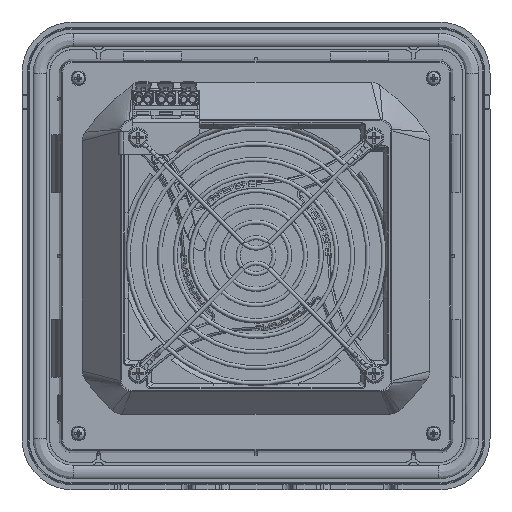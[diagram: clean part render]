
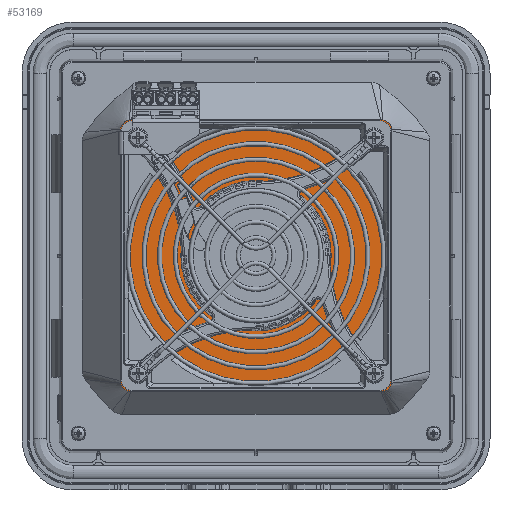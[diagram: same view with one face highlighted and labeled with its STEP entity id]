
A CAD part, top view. The second image highlights one B-rep face of the part: STEP entity #53169.
In plain terms, the highlighted planar face has unit normal (0, 0, 1).
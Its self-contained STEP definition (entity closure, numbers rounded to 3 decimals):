
#1401=B_SPLINE_CURVE_WITH_KNOTS('',3,(#80827,#80828,#80829,#80830,#80831,
#80832,#80833,#80834,#80835,#80836),.UNSPECIFIED.,.F.,.F.,(4,2,2,2,4),(-0.62,
-0.465,-0.31,-0.155,0.),
 .UNSPECIFIED.);
#1402=B_SPLINE_CURVE_WITH_KNOTS('',3,(#80981,#80982,#80983,#80984,#80985,
#80986,#80987,#80988,#80989,#80990),.UNSPECIFIED.,.F.,.F.,(4,2,2,2,4),(-0.531,
-0.398,-0.265,-0.133,0.),
 .UNSPECIFIED.);
#1403=B_SPLINE_CURVE_WITH_KNOTS('',3,(#81143,#81144,#81145,#81146,#81147,
#81148,#81149,#81150,#81151,#81152),.UNSPECIFIED.,.F.,.F.,(4,2,2,2,4),(-0.531,
-0.398,-0.265,-0.133,0.),
 .UNSPECIFIED.);
#1404=B_SPLINE_CURVE_WITH_KNOTS('',3,(#81300,#81301,#81302,#81303,#81304,
#81305,#81306,#81307,#81308,#81309),.UNSPECIFIED.,.F.,.F.,(4,2,2,2,4),(-0.62,
-0.465,-0.31,-0.155,0.),
 .UNSPECIFIED.);
#2867=PLANE('',#56487);
#4509=LINE('',#80725,#9379);
#4514=LINE('',#80883,#9384);
#4519=LINE('',#81041,#9389);
#4524=LINE('',#81199,#9394);
#9379=VECTOR('',#61837,1.);
#9384=VECTOR('',#61848,1.);
#9389=VECTOR('',#61859,1.);
#9394=VECTOR('',#61870,1.);
#14836=FACE_OUTER_BOUND('',#17834,.T.);
#17834=EDGE_LOOP('',(#37186,#37187,#37188,#37189,#37190,#37191,#37192,#37193,
#37194,#37195,#37196,#37197,#37198,#37199,#37200,#37201));
#21065=CIRCLE('',#56474,5.);
#21066=CIRCLE('',#56476,5.);
#21067=CIRCLE('',#56477,5.);
#21068=CIRCLE('',#56479,5.);
#21069=CIRCLE('',#56480,5.);
#21070=CIRCLE('',#56482,5.);
#21071=CIRCLE('',#56483,5.);
#21072=CIRCLE('',#56485,5.);
#22934=VERTEX_POINT('',#80718);
#22935=VERTEX_POINT('',#80720);
#22936=VERTEX_POINT('',#80724);
#22937=VERTEX_POINT('',#80767);
#22938=VERTEX_POINT('',#80826);
#22939=VERTEX_POINT('',#80878);
#22940=VERTEX_POINT('',#80882);
#22941=VERTEX_POINT('',#80925);
#22942=VERTEX_POINT('',#80980);
#22943=VERTEX_POINT('',#81036);
#22944=VERTEX_POINT('',#81040);
#22945=VERTEX_POINT('',#81087);
#22946=VERTEX_POINT('',#81142);
#22947=VERTEX_POINT('',#81194);
#22948=VERTEX_POINT('',#81198);
#22949=VERTEX_POINT('',#81241);
#28462=EDGE_CURVE('',#22934,#22935,#21065,.T.);
#28464=EDGE_CURVE('',#22935,#22936,#4509,.T.);
#28466=EDGE_CURVE('',#22936,#22937,#21066,.T.);
#28468=EDGE_CURVE('',#22937,#22938,#1401,.T.);
#28470=EDGE_CURVE('',#22938,#22939,#21067,.T.);
#28472=EDGE_CURVE('',#22939,#22940,#4514,.T.);
#28474=EDGE_CURVE('',#22940,#22941,#21068,.T.);
#28476=EDGE_CURVE('',#22941,#22942,#1402,.T.);
#28478=EDGE_CURVE('',#22942,#22943,#21069,.T.);
#28480=EDGE_CURVE('',#22943,#22944,#4519,.T.);
#28482=EDGE_CURVE('',#22944,#22945,#21070,.T.);
#28484=EDGE_CURVE('',#22945,#22946,#1403,.T.);
#28486=EDGE_CURVE('',#22946,#22947,#21071,.T.);
#28488=EDGE_CURVE('',#22947,#22948,#4524,.T.);
#28490=EDGE_CURVE('',#22948,#22949,#21072,.T.);
#28492=EDGE_CURVE('',#22949,#22934,#1404,.T.);
#37186=ORIENTED_EDGE('',*,*,#28482,.F.);
#37187=ORIENTED_EDGE('',*,*,#28480,.F.);
#37188=ORIENTED_EDGE('',*,*,#28478,.F.);
#37189=ORIENTED_EDGE('',*,*,#28476,.F.);
#37190=ORIENTED_EDGE('',*,*,#28474,.F.);
#37191=ORIENTED_EDGE('',*,*,#28472,.F.);
#37192=ORIENTED_EDGE('',*,*,#28470,.F.);
#37193=ORIENTED_EDGE('',*,*,#28468,.F.);
#37194=ORIENTED_EDGE('',*,*,#28466,.F.);
#37195=ORIENTED_EDGE('',*,*,#28464,.F.);
#37196=ORIENTED_EDGE('',*,*,#28462,.F.);
#37197=ORIENTED_EDGE('',*,*,#28492,.F.);
#37198=ORIENTED_EDGE('',*,*,#28490,.F.);
#37199=ORIENTED_EDGE('',*,*,#28488,.F.);
#37200=ORIENTED_EDGE('',*,*,#28486,.F.);
#37201=ORIENTED_EDGE('',*,*,#28484,.F.);
#53169=ADVANCED_FACE('',(#14836),#2867,.T.);
#56474=AXIS2_PLACEMENT_3D('',#80721,#61832,#61833);
#56476=AXIS2_PLACEMENT_3D('',#80768,#61839,#61840);
#56477=AXIS2_PLACEMENT_3D('',#80879,#61843,#61844);
#56479=AXIS2_PLACEMENT_3D('',#80926,#61850,#61851);
#56480=AXIS2_PLACEMENT_3D('',#81037,#61854,#61855);
#56482=AXIS2_PLACEMENT_3D('',#81088,#61861,#61862);
#56483=AXIS2_PLACEMENT_3D('',#81195,#61865,#61866);
#56485=AXIS2_PLACEMENT_3D('',#81242,#61872,#61873);
#56487=AXIS2_PLACEMENT_3D('',#81311,#61877,#61878);
#61832=DIRECTION('center_axis',(0.,0.,-1.));
#61833=DIRECTION('ref_axis',(0.165,-0.986,0.));
#61837=DIRECTION('',(-1.,0.,0.));
#61839=DIRECTION('center_axis',(0.,0.,-1.));
#61840=DIRECTION('ref_axis',(0.,-1.,0.));
#61843=DIRECTION('center_axis',(0.,0.,-1.));
#61844=DIRECTION('ref_axis',(-0.986,-0.165,0.));
#61848=DIRECTION('',(0.,1.,0.));
#61850=DIRECTION('center_axis',(0.,0.,-1.));
#61851=DIRECTION('ref_axis',(-1.,0.,0.));
#61854=DIRECTION('center_axis',(0.,0.,-1.));
#61855=DIRECTION('ref_axis',(-0.274,0.962,0.));
#61859=DIRECTION('',(1.,0.,0.));
#61861=DIRECTION('center_axis',(0.,0.,-1.));
#61862=DIRECTION('ref_axis',(0.,1.,0.));
#61865=DIRECTION('center_axis',(0.,0.,-1.));
#61866=DIRECTION('ref_axis',(0.973,0.23,0.));
#61870=DIRECTION('',(0.,-1.,0.));
#61872=DIRECTION('center_axis',(0.,0.,-1.));
#61873=DIRECTION('ref_axis',(1.,0.,0.));
#61877=DIRECTION('center_axis',(0.,0.,1.));
#61878=DIRECTION('ref_axis',(0.,1.,0.));
#80718=CARTESIAN_POINT('',(56.323,-60.432,20.));
#80720=CARTESIAN_POINT('',(55.5,-60.5,20.));
#80721=CARTESIAN_POINT('Origin',(55.5,-55.5,20.));
#80724=CARTESIAN_POINT('',(-55.5,-60.5,20.));
#80725=CARTESIAN_POINT('',(55.5,-60.5,20.));
#80767=CARTESIAN_POINT('',(-56.323,-60.432,20.));
#80768=CARTESIAN_POINT('Origin',(-55.5,-55.5,20.));
#80826=CARTESIAN_POINT('',(-60.432,-56.323,20.));
#80827=CARTESIAN_POINT('Ctrl Pts',(-56.323,-60.432,
20.));
#80828=CARTESIAN_POINT('Ctrl Pts',(-56.834,-60.347,
20.));
#80829=CARTESIAN_POINT('Ctrl Pts',(-57.328,-60.182,
20.));
#80830=CARTESIAN_POINT('Ctrl Pts',(-58.249,-59.709,20.));
#80831=CARTESIAN_POINT('Ctrl Pts',(-58.669,-59.402,20.));
#80832=CARTESIAN_POINT('Ctrl Pts',(-59.402,-58.669,20.));
#80833=CARTESIAN_POINT('Ctrl Pts',(-59.709,-58.249,
20.));
#80834=CARTESIAN_POINT('Ctrl Pts',(-60.183,-57.328,
20.));
#80835=CARTESIAN_POINT('Ctrl Pts',(-60.347,-56.834,
20.));
#80836=CARTESIAN_POINT('Ctrl Pts',(-60.432,-56.323,
20.));
#80878=CARTESIAN_POINT('',(-60.5,-55.5,20.));
#80879=CARTESIAN_POINT('Origin',(-55.5,-55.5,20.));
#80882=CARTESIAN_POINT('',(-60.5,55.5,20.));
#80883=CARTESIAN_POINT('',(-60.5,-55.5,20.));
#80925=CARTESIAN_POINT('',(-60.366,56.65,20.));
#80926=CARTESIAN_POINT('Origin',(-55.5,55.5,20.));
#80980=CARTESIAN_POINT('',(-56.872,60.308,20.));
#80981=CARTESIAN_POINT('Ctrl Pts',(-60.366,56.65,20.));
#80982=CARTESIAN_POINT('Ctrl Pts',(-60.264,57.08,20.));
#80983=CARTESIAN_POINT('Ctrl Pts',(-60.106,57.496,20.));
#80984=CARTESIAN_POINT('Ctrl Pts',(-59.684,58.274,20.));
#80985=CARTESIAN_POINT('Ctrl Pts',(-59.422,58.633,20.));
#80986=CARTESIAN_POINT('Ctrl Pts',(-58.81,59.273,20.));
#80987=CARTESIAN_POINT('Ctrl Pts',(-58.463,59.551,20.));
#80988=CARTESIAN_POINT('Ctrl Pts',(-57.706,60.009,20.));
#80989=CARTESIAN_POINT('Ctrl Pts',(-57.298,60.187,20.));
#80990=CARTESIAN_POINT('Ctrl Pts',(-56.872,60.308,20.));
#81036=CARTESIAN_POINT('',(-55.5,60.5,20.));
#81037=CARTESIAN_POINT('Origin',(-55.5,55.5,20.));
#81040=CARTESIAN_POINT('',(55.5,60.5,20.));
#81041=CARTESIAN_POINT('',(-55.5,60.5,20.));
#81087=CARTESIAN_POINT('',(56.872,60.308,20.));
#81088=CARTESIAN_POINT('Origin',(55.5,55.5,20.));
#81142=CARTESIAN_POINT('',(60.366,56.65,20.));
#81143=CARTESIAN_POINT('Ctrl Pts',(56.872,60.308,20.));
#81144=CARTESIAN_POINT('Ctrl Pts',(57.298,60.186,20.));
#81145=CARTESIAN_POINT('Ctrl Pts',(57.706,60.009,20.));
#81146=CARTESIAN_POINT('Ctrl Pts',(58.463,59.551,20.));
#81147=CARTESIAN_POINT('Ctrl Pts',(58.81,59.274,20.));
#81148=CARTESIAN_POINT('Ctrl Pts',(59.422,58.633,20.));
#81149=CARTESIAN_POINT('Ctrl Pts',(59.684,58.274,20.));
#81150=CARTESIAN_POINT('Ctrl Pts',(60.106,57.496,20.));
#81151=CARTESIAN_POINT('Ctrl Pts',(60.264,57.08,20.));
#81152=CARTESIAN_POINT('Ctrl Pts',(60.366,56.65,20.));
#81194=CARTESIAN_POINT('',(60.5,55.5,20.));
#81195=CARTESIAN_POINT('Origin',(55.5,55.5,20.));
#81198=CARTESIAN_POINT('',(60.5,-55.5,20.));
#81199=CARTESIAN_POINT('',(60.5,55.5,20.));
#81241=CARTESIAN_POINT('',(60.432,-56.323,20.));
#81242=CARTESIAN_POINT('Origin',(55.5,-55.5,20.));
#81300=CARTESIAN_POINT('Ctrl Pts',(60.432,-56.323,20.));
#81301=CARTESIAN_POINT('Ctrl Pts',(60.347,-56.834,20.));
#81302=CARTESIAN_POINT('Ctrl Pts',(60.182,-57.328,20.));
#81303=CARTESIAN_POINT('Ctrl Pts',(59.709,-58.249,20.));
#81304=CARTESIAN_POINT('Ctrl Pts',(59.402,-58.669,20.));
#81305=CARTESIAN_POINT('Ctrl Pts',(58.669,-59.402,20.));
#81306=CARTESIAN_POINT('Ctrl Pts',(58.249,-59.709,20.));
#81307=CARTESIAN_POINT('Ctrl Pts',(57.328,-60.183,20.));
#81308=CARTESIAN_POINT('Ctrl Pts',(56.834,-60.347,20.));
#81309=CARTESIAN_POINT('Ctrl Pts',(56.323,-60.432,20.));
#81311=CARTESIAN_POINT('Origin',(-55.5,55.5,20.));
